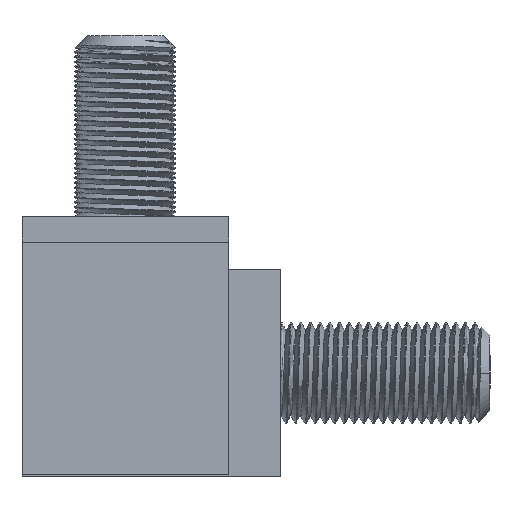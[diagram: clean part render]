
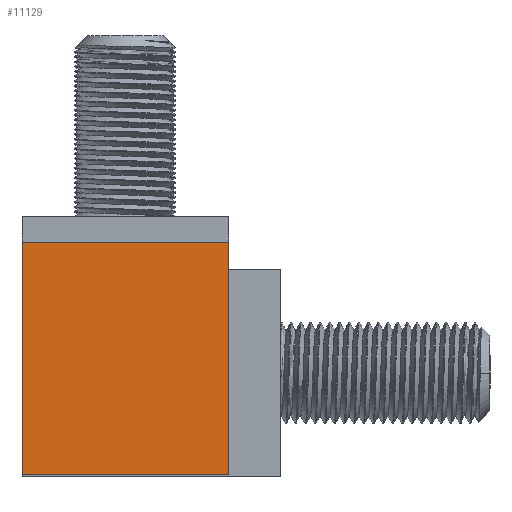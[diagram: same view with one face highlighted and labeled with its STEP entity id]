
A CAD part, front view. The second image highlights one B-rep face of the part: STEP entity #11129.
In plain terms, the highlighted planar face has unit normal (0, -1, 0).
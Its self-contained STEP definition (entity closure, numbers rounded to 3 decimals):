
#191 = AXIS2_PLACEMENT_3D ( 'NONE', #8179, #10085, #5570 ) ;
#336 = DIRECTION ( 'NONE',  ( 0., 0., -1. ) ) ;
#342 = CARTESIAN_POINT ( 'NONE',  ( -8., -51., 0. ) ) ;
#718 = LINE ( 'NONE', #3916, #1539 ) ;
#1469 = CARTESIAN_POINT ( 'NONE',  ( -8., -51., 0. ) ) ;
#1539 = VECTOR ( 'NONE', #10813, 1000. ) ;
#3643 = FACE_OUTER_BOUND ( 'NONE', #10453, .T. ) ;
#3916 = CARTESIAN_POINT ( 'NONE',  ( 8.5, -51., 18. ) ) ;
#4078 = CARTESIAN_POINT ( 'NONE',  ( -8., -51., 0. ) ) ;
#4532 = PLANE ( 'NONE',  #191 ) ;
#4706 = EDGE_CURVE ( 'NONE', #13790, #12526, #12907, .T. ) ;
#4848 = EDGE_CURVE ( 'NONE', #12526, #13796, #718, .T. ) ;
#5570 = DIRECTION ( 'NONE',  ( 1., 0., 0. ) ) ;
#6001 = DIRECTION ( 'NONE',  ( 0., 0., 1. ) ) ;
#6050 = VECTOR ( 'NONE', #6001, 1000. ) ;
#6252 = ORIENTED_EDGE ( 'NONE', *, *, #9512, .T. ) ;
#6334 = VECTOR ( 'NONE', #336, 1000. ) ;
#6765 = CARTESIAN_POINT ( 'NONE',  ( 8., -51., 0. ) ) ;
#7444 = ORIENTED_EDGE ( 'NONE', *, *, #10665, .F. ) ;
#7828 = CARTESIAN_POINT ( 'NONE',  ( -8., -51., 18. ) ) ;
#8179 = CARTESIAN_POINT ( 'NONE',  ( -8., -51., 0. ) ) ;
#8221 = VERTEX_POINT ( 'NONE', #6765 ) ;
#8319 = DIRECTION ( 'NONE',  ( 1., 0., 0. ) ) ;
#9500 = LINE ( 'NONE', #4078, #14112 ) ;
#9512 = EDGE_CURVE ( 'NONE', #13790, #8221, #9500, .T. ) ;
#9916 = ORIENTED_EDGE ( 'NONE', *, *, #4848, .F. ) ;
#10049 = LINE ( 'NONE', #13482, #6334 ) ;
#10085 = DIRECTION ( 'NONE',  ( 0., -1., 0. ) ) ;
#10453 = EDGE_LOOP ( 'NONE', ( #9916, #14057, #6252, #7444 ) ) ;
#10665 = EDGE_CURVE ( 'NONE', #13796, #8221, #10049, .T. ) ;
#10813 = DIRECTION ( 'NONE',  ( 1., 0., 0. ) ) ;
#11129 = ADVANCED_FACE ( 'NONE', ( #3643 ), #4532, .T. ) ;
#12526 = VERTEX_POINT ( 'NONE', #7828 ) ;
#12823 = CARTESIAN_POINT ( 'NONE',  ( 8., -51., 18. ) ) ;
#12907 = LINE ( 'NONE', #1469, #6050 ) ;
#13482 = CARTESIAN_POINT ( 'NONE',  ( 8., -51., 0. ) ) ;
#13790 = VERTEX_POINT ( 'NONE', #342 ) ;
#13796 = VERTEX_POINT ( 'NONE', #12823 ) ;
#14057 = ORIENTED_EDGE ( 'NONE', *, *, #4706, .F. ) ;
#14112 = VECTOR ( 'NONE', #8319, 1000. ) ;
